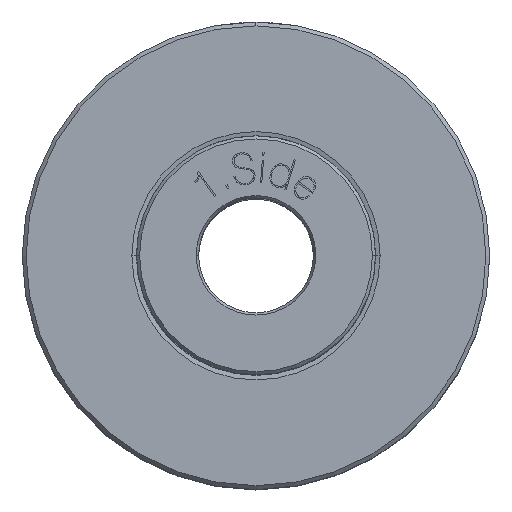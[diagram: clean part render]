
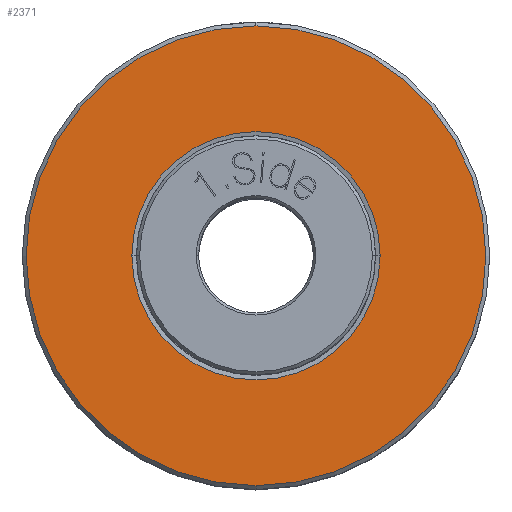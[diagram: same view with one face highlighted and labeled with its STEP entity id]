
A CAD part, top view. The second image highlights one B-rep face of the part: STEP entity #2371.
In plain terms, the highlighted planar face has unit normal (0, 0, 1).
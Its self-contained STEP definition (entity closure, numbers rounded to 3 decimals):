
#1645=VERTEX_POINT('NONE',#4070);
#1743=EDGE_CURVE('NONE',#1645,#3083,#4175,.T.);
#1789=EDGE_CURVE('NONE',#1871,#3159,#4226,.T.);
#1871=VERTEX_POINT('NONE',#4315);
#1987=EDGE_CURVE('NONE',#3083,#1645,#4441,.T.);
#2371=ADVANCED_FACE('NONE',(#4871,#4872),#4873,.F.);
#3083=VERTEX_POINT('NONE',#5651);
#3157=EDGE_CURVE('NONE',#3159,#1871,#5733,.T.);
#3159=VERTEX_POINT('NONE',#5735);
#4070=CARTESIAN_POINT('',(23.899,0.,-49.7));
#4175=CIRCLE('',#8413,23.899);
#4226=CIRCLE('',#8553,44.25);
#4315=CARTESIAN_POINT('',(0.,44.25,-49.7));
#4441=CIRCLE('',#9194,23.899);
#4871=FACE_OUTER_BOUND('',#10938,.T.);
#4872=FACE_BOUND('',#10939,.T.);
#4873=PLANE('',#10940);
#5651=CARTESIAN_POINT('',(-23.899,0.,-49.7));
#5733=CIRCLE('',#13979,44.25);
#5735=CARTESIAN_POINT('',(0.0,-44.25,-49.7));
#8413=AXIS2_PLACEMENT_3D('',#16417,#16418,#16419);
#8553=AXIS2_PLACEMENT_3D('',#16466,#16467,#16468);
#9194=AXIS2_PLACEMENT_3D('',#16638,#16639,#16640);
#10938=EDGE_LOOP('',(#17010,#17011));
#10939=EDGE_LOOP('',(#17012,#17013));
#10940=AXIS2_PLACEMENT_3D('',#17014,#17015,#17016);
#13979=AXIS2_PLACEMENT_3D('',#17749,#17750,#17751);
#16417=CARTESIAN_POINT('',(0.0,0.0,-49.7));
#16418=DIRECTION('',(0.0,0.0,1.0));
#16419=DIRECTION('',(1.0,0.,-0.0));
#16466=CARTESIAN_POINT('',(0.0,0.0,-49.7));
#16467=DIRECTION('',(-0.0,0.0,1.0));
#16468=DIRECTION('',(0.0,-1.0,0.0));
#16638=CARTESIAN_POINT('',(0.0,0.0,-49.7));
#16639=DIRECTION('',(0.0,0.0,1.0));
#16640=DIRECTION('',(1.0,0.,-0.0));
#17010=ORIENTED_EDGE('',*,*,#3157,.T.);
#17011=ORIENTED_EDGE('',*,*,#1789,.T.);
#17012=ORIENTED_EDGE('',*,*,#1743,.F.);
#17013=ORIENTED_EDGE('',*,*,#1987,.F.);
#17014=CARTESIAN_POINT('',(0.,45.0,-49.7));
#17015=DIRECTION('',(0.0,0.0,-1.0));
#17016=DIRECTION('',(-1.0,0.0,0.0));
#17749=CARTESIAN_POINT('',(0.0,0.0,-49.7));
#17750=DIRECTION('',(-0.0,0.0,1.0));
#17751=DIRECTION('',(0.0,-1.0,0.0));
